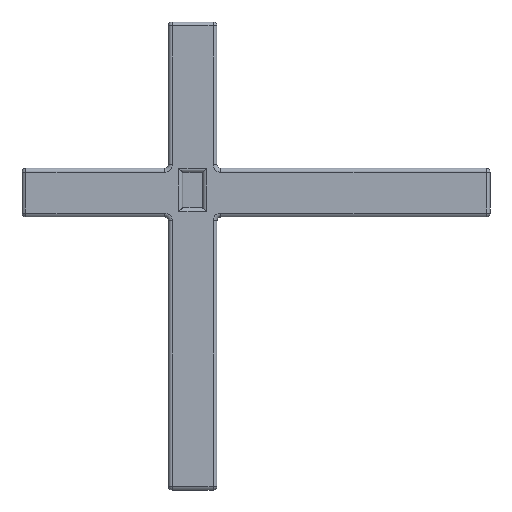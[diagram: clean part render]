
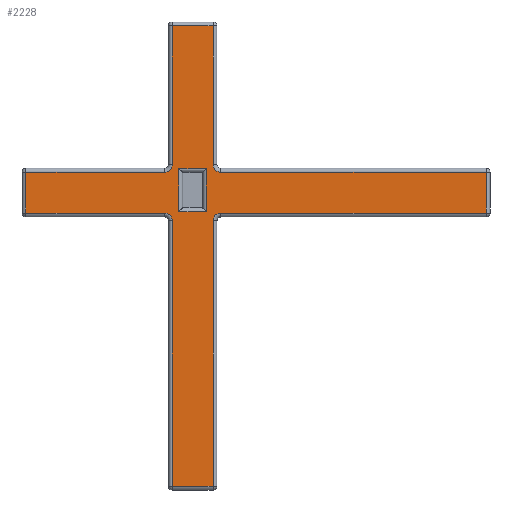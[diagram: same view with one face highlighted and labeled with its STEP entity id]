
A CAD part, front view. The second image highlights one B-rep face of the part: STEP entity #2228.
In plain terms, the highlighted planar face has unit normal (0, -1, 0).
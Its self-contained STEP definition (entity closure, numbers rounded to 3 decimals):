
#1586 = VERTEX_POINT('',#1587);
#1587 = CARTESIAN_POINT('',(10.9,-121.,103.3));
#1596 = VERTEX_POINT('',#1597);
#1597 = CARTESIAN_POINT('',(25.1,-121.,103.3));
#1604 = EDGE_CURVE('',#1586,#1596,#1605,.T.);
#1605 = LINE('',#1606,#1607);
#1606 = CARTESIAN_POINT('',(12.9,-121.,103.3));
#1607 = VECTOR('',#1608,1.);
#1608 = DIRECTION('',(1.,0.,0.));
#2166 = VERTEX_POINT('',#2167);
#2167 = CARTESIAN_POINT('',(10.9,-121.,81.3));
#2176 = EDGE_CURVE('',#2166,#1586,#2177,.T.);
#2177 = LINE('',#2178,#2179);
#2178 = CARTESIAN_POINT('',(10.9,-121.,83.3));
#2179 = VECTOR('',#2180,1.);
#2180 = DIRECTION('',(0.,0.,1.));
#2210 = VERTEX_POINT('',#2211);
#2211 = CARTESIAN_POINT('',(25.1,-121.,81.3));
#2218 = EDGE_CURVE('',#1596,#2210,#2219,.T.);
#2219 = LINE('',#2220,#2221);
#2220 = CARTESIAN_POINT('',(25.1,-121.,101.3));
#2221 = VECTOR('',#2222,1.);
#2222 = DIRECTION('',(0.,0.,-1.));
#2228 = ADVANCED_FACE('',(#2229,#2363),#2374,.F.);
#2229 = FACE_BOUND('',#2230,.F.);
#2230 = EDGE_LOOP('',(#2231,#2241,#2250,#2258,#2266,#2274,#2283,#2291,
    #2299,#2307,#2316,#2324,#2332,#2340,#2349,#2357));
#2231 = ORIENTED_EDGE('',*,*,#2232,.F.);
#2232 = EDGE_CURVE('',#2233,#2235,#2237,.T.);
#2233 = VERTEX_POINT('',#2234);
#2234 = CARTESIAN_POINT('',(7.5,-121.,76.5));
#2235 = VERTEX_POINT('',#2236);
#2236 = CARTESIAN_POINT('',(7.5,-121.,-59.5));
#2237 = LINE('',#2238,#2239);
#2238 = CARTESIAN_POINT('',(7.5,-121.,78.5));
#2239 = VECTOR('',#2240,1.);
#2240 = DIRECTION('',(0.,0.,-1.));
#2241 = ORIENTED_EDGE('',*,*,#2242,.T.);
#2242 = EDGE_CURVE('',#2233,#2243,#2245,.T.);
#2243 = VERTEX_POINT('',#2244);
#2244 = CARTESIAN_POINT('',(3.5,-121.,80.5));
#2245 = CIRCLE('',#2246,4.);
#2246 = AXIS2_PLACEMENT_3D('',#2247,#2248,#2249);
#2247 = CARTESIAN_POINT('',(3.5,-121.,76.5));
#2248 = DIRECTION('',(0.,-1.,0.));
#2249 = DIRECTION('',(1.,0.,0.));
#2250 = ORIENTED_EDGE('',*,*,#2251,.F.);
#2251 = EDGE_CURVE('',#2252,#2243,#2254,.T.);
#2252 = VERTEX_POINT('',#2253);
#2253 = CARTESIAN_POINT('',(-67.5,-121.,80.5));
#2254 = LINE('',#2255,#2256);
#2255 = CARTESIAN_POINT('',(-69.5,-121.,80.5));
#2256 = VECTOR('',#2257,1.);
#2257 = DIRECTION('',(1.,0.,0.));
#2258 = ORIENTED_EDGE('',*,*,#2259,.F.);
#2259 = EDGE_CURVE('',#2260,#2252,#2262,.T.);
#2260 = VERTEX_POINT('',#2261);
#2261 = CARTESIAN_POINT('',(-67.5,-121.,101.5));
#2262 = LINE('',#2263,#2264);
#2263 = CARTESIAN_POINT('',(-67.5,-121.,103.5));
#2264 = VECTOR('',#2265,1.);
#2265 = DIRECTION('',(0.,0.,-1.));
#2266 = ORIENTED_EDGE('',*,*,#2267,.F.);
#2267 = EDGE_CURVE('',#2268,#2260,#2270,.T.);
#2268 = VERTEX_POINT('',#2269);
#2269 = CARTESIAN_POINT('',(3.5,-121.,101.5));
#2270 = LINE('',#2271,#2272);
#2271 = CARTESIAN_POINT('',(5.5,-121.,101.5));
#2272 = VECTOR('',#2273,1.);
#2273 = DIRECTION('',(-1.,0.,0.));
#2274 = ORIENTED_EDGE('',*,*,#2275,.T.);
#2275 = EDGE_CURVE('',#2268,#2276,#2278,.T.);
#2276 = VERTEX_POINT('',#2277);
#2277 = CARTESIAN_POINT('',(7.5,-121.,105.5));
#2278 = CIRCLE('',#2279,4.);
#2279 = AXIS2_PLACEMENT_3D('',#2280,#2281,#2282);
#2280 = CARTESIAN_POINT('',(3.5,-121.,105.5));
#2281 = DIRECTION('',(0.,-1.,-0.));
#2282 = DIRECTION('',(0.,0.,-1.));
#2283 = ORIENTED_EDGE('',*,*,#2284,.F.);
#2284 = EDGE_CURVE('',#2285,#2276,#2287,.T.);
#2285 = VERTEX_POINT('',#2286);
#2286 = CARTESIAN_POINT('',(7.5,-121.,176.5));
#2287 = LINE('',#2288,#2289);
#2288 = CARTESIAN_POINT('',(7.5,-121.,178.5));
#2289 = VECTOR('',#2290,1.);
#2290 = DIRECTION('',(0.,0.,-1.));
#2291 = ORIENTED_EDGE('',*,*,#2292,.F.);
#2292 = EDGE_CURVE('',#2293,#2285,#2295,.T.);
#2293 = VERTEX_POINT('',#2294);
#2294 = CARTESIAN_POINT('',(28.5,-121.,176.5));
#2295 = LINE('',#2296,#2297);
#2296 = CARTESIAN_POINT('',(30.5,-121.,176.5));
#2297 = VECTOR('',#2298,1.);
#2298 = DIRECTION('',(-1.,0.,0.));
#2299 = ORIENTED_EDGE('',*,*,#2300,.F.);
#2300 = EDGE_CURVE('',#2301,#2293,#2303,.T.);
#2301 = VERTEX_POINT('',#2302);
#2302 = CARTESIAN_POINT('',(28.5,-121.,105.5));
#2303 = LINE('',#2304,#2305);
#2304 = CARTESIAN_POINT('',(28.5,-121.,103.5));
#2305 = VECTOR('',#2306,1.);
#2306 = DIRECTION('',(0.,0.,1.));
#2307 = ORIENTED_EDGE('',*,*,#2308,.F.);
#2308 = EDGE_CURVE('',#2309,#2301,#2311,.T.);
#2309 = VERTEX_POINT('',#2310);
#2310 = CARTESIAN_POINT('',(32.5,-121.,101.5));
#2311 = CIRCLE('',#2312,4.);
#2312 = AXIS2_PLACEMENT_3D('',#2313,#2314,#2315);
#2313 = CARTESIAN_POINT('',(32.5,-121.,105.5));
#2314 = DIRECTION('',(0.,1.,0.));
#2315 = DIRECTION('',(0.,0.,-1.));
#2316 = ORIENTED_EDGE('',*,*,#2317,.F.);
#2317 = EDGE_CURVE('',#2318,#2309,#2320,.T.);
#2318 = VERTEX_POINT('',#2319);
#2319 = CARTESIAN_POINT('',(168.5,-121.,101.5));
#2320 = LINE('',#2321,#2322);
#2321 = CARTESIAN_POINT('',(170.5,-121.,101.5));
#2322 = VECTOR('',#2323,1.);
#2323 = DIRECTION('',(-1.,0.,0.));
#2324 = ORIENTED_EDGE('',*,*,#2325,.F.);
#2325 = EDGE_CURVE('',#2326,#2318,#2328,.T.);
#2326 = VERTEX_POINT('',#2327);
#2327 = CARTESIAN_POINT('',(168.5,-121.,80.5));
#2328 = LINE('',#2329,#2330);
#2329 = CARTESIAN_POINT('',(168.5,-121.,78.5));
#2330 = VECTOR('',#2331,1.);
#2331 = DIRECTION('',(0.,0.,1.));
#2332 = ORIENTED_EDGE('',*,*,#2333,.F.);
#2333 = EDGE_CURVE('',#2334,#2326,#2336,.T.);
#2334 = VERTEX_POINT('',#2335);
#2335 = CARTESIAN_POINT('',(32.5,-121.,80.5));
#2336 = LINE('',#2337,#2338);
#2337 = CARTESIAN_POINT('',(30.5,-121.,80.5));
#2338 = VECTOR('',#2339,1.);
#2339 = DIRECTION('',(1.,0.,0.));
#2340 = ORIENTED_EDGE('',*,*,#2341,.F.);
#2341 = EDGE_CURVE('',#2342,#2334,#2344,.T.);
#2342 = VERTEX_POINT('',#2343);
#2343 = CARTESIAN_POINT('',(28.5,-121.,76.5));
#2344 = CIRCLE('',#2345,4.);
#2345 = AXIS2_PLACEMENT_3D('',#2346,#2347,#2348);
#2346 = CARTESIAN_POINT('',(32.5,-121.,76.5));
#2347 = DIRECTION('',(0.,1.,-0.));
#2348 = DIRECTION('',(-1.,0.,0.));
#2349 = ORIENTED_EDGE('',*,*,#2350,.F.);
#2350 = EDGE_CURVE('',#2351,#2342,#2353,.T.);
#2351 = VERTEX_POINT('',#2352);
#2352 = CARTESIAN_POINT('',(28.5,-121.,-59.5));
#2353 = LINE('',#2354,#2355);
#2354 = CARTESIAN_POINT('',(28.5,-121.,-61.5));
#2355 = VECTOR('',#2356,1.);
#2356 = DIRECTION('',(0.,0.,1.));
#2357 = ORIENTED_EDGE('',*,*,#2358,.F.);
#2358 = EDGE_CURVE('',#2235,#2351,#2359,.T.);
#2359 = LINE('',#2360,#2361);
#2360 = CARTESIAN_POINT('',(5.5,-121.,-59.5));
#2361 = VECTOR('',#2362,1.);
#2362 = DIRECTION('',(1.,0.,0.));
#2363 = FACE_BOUND('',#2364,.F.);
#2364 = EDGE_LOOP('',(#2365,#2366,#2372,#2373));
#2365 = ORIENTED_EDGE('',*,*,#2176,.F.);
#2366 = ORIENTED_EDGE('',*,*,#2367,.F.);
#2367 = EDGE_CURVE('',#2210,#2166,#2368,.T.);
#2368 = LINE('',#2369,#2370);
#2369 = CARTESIAN_POINT('',(23.1,-121.,81.3));
#2370 = VECTOR('',#2371,1.);
#2371 = DIRECTION('',(-1.,0.,0.));
#2372 = ORIENTED_EDGE('',*,*,#2218,.F.);
#2373 = ORIENTED_EDGE('',*,*,#1604,.F.);
#2374 = PLANE('',#2375);
#2375 = AXIS2_PLACEMENT_3D('',#2376,#2377,#2378);
#2376 = CARTESIAN_POINT('',(35.943,-121.,73.057));
#2377 = DIRECTION('',(0.,1.,0.));
#2378 = DIRECTION('',(0.,0.,1.));
